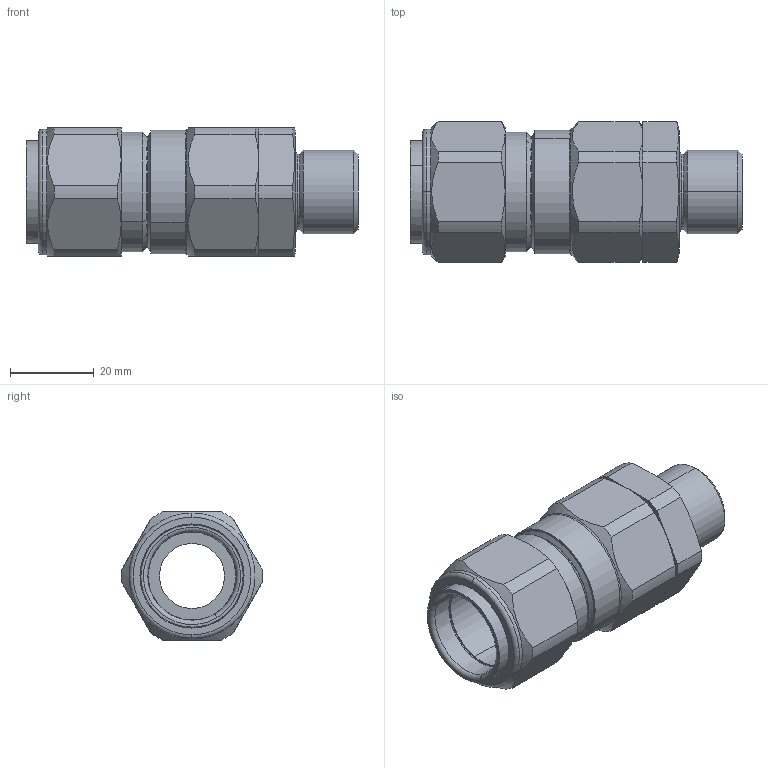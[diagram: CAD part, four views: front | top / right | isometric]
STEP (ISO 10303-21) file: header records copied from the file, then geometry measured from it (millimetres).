
FILE_DESCRIPTION (( 'STEP AP203' ), '1' );
FILE_NAME ('20C2K1RA.STEP', '2021-03-29T12:53:38', ( '' ), ( '' ), 'SwSTEP 2.0', 'SolidWorks 2017', '' );
FILE_SCHEMA (( 'CONFIG_CONTROL_DESIGN' ));
Length unit declared in the file: millimetre
Products named in the file (1): 20C2K1RA
Bounding box: 79.05 x 33.53 x 30.5 mm (x, y, z)
Volume: 27683.7 mm3; surface area: 13709.8 mm2
Topology: 1 solids, 1 shells, 113 faces, 260 edges, 156 vertices
Faces by surface type: cylinder 36, cone 34, plane 33, torus 10
Entity records: 3527 total; most frequent: CARTESIAN_POINT 890, DIRECTION 564, ORIENTED_EDGE 520, EDGE_CURVE 260, AXIS2_PLACEMENT_3D 238, VERTEX_POINT 156, CIRCLE 124, EDGE_LOOP 122
